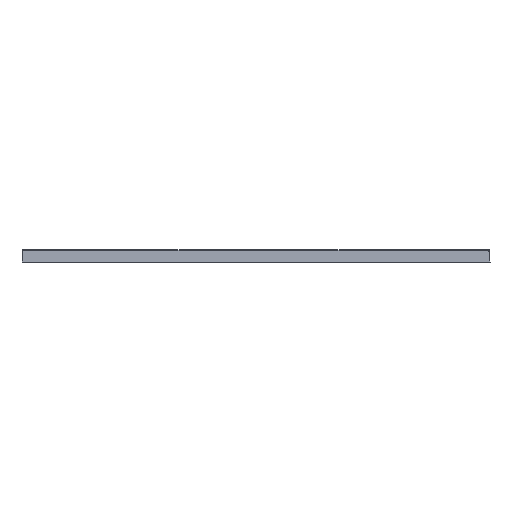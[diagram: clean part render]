
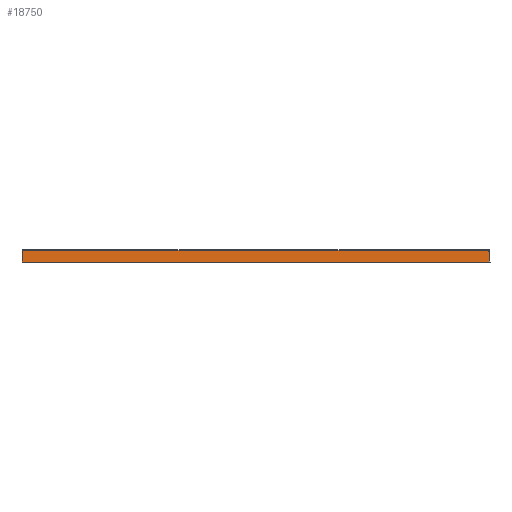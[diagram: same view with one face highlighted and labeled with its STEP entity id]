
A CAD part, top view. The second image highlights one B-rep face of the part: STEP entity #18750.
In plain terms, the highlighted planar face has unit normal (0, 0.035, 0.999).
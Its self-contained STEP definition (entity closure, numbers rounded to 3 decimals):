
#1=CARTESIAN_POINT('',(-700.,-2.001,436.173));
#2=CARTESIAN_POINT('',(-690.108,-2.007,436.173));
#3=CARTESIAN_POINT('',(-653.441,-2.028,436.174));
#4=CARTESIAN_POINT('',(-616.774,-2.039,436.174));
#5=CARTESIAN_POINT('',(-590.,-2.039,436.174));
#7=CARTESIAN_POINT('',(100.087,-1.955,436.171));
#8=CARTESIAN_POINT('',(108.317,-1.956,436.171));
#9=CARTESIAN_POINT('',(124.926,-1.959,436.172));
#10=CARTESIAN_POINT('',(150.434,-1.964,436.172));
#11=CARTESIAN_POINT('',(176.105,-1.969,436.172));
#12=CARTESIAN_POINT('',(203.756,-1.975,436.172));
#13=CARTESIAN_POINT('',(232.384,-1.981,436.172));
#14=CARTESIAN_POINT('',(262.14,-1.988,436.173));
#15=CARTESIAN_POINT('',(294.092,-1.995,436.173));
#16=CARTESIAN_POINT('',(325.152,-2.002,436.173));
#17=CARTESIAN_POINT('',(353.112,-2.008,436.173));
#18=CARTESIAN_POINT('',(377.698,-2.013,436.173));
#19=CARTESIAN_POINT('',(400.532,-2.018,436.174));
#20=CARTESIAN_POINT('',(422.34,-2.022,436.174));
#21=CARTESIAN_POINT('',(443.637,-2.025,436.174));
#22=CARTESIAN_POINT('',(464.005,-2.029,436.174));
#23=CARTESIAN_POINT('',(482.902,-2.031,436.174));
#24=CARTESIAN_POINT('',(501.623,-2.033,436.174));
#25=CARTESIAN_POINT('',(518.395,-2.035,436.174));
#26=CARTESIAN_POINT('',(535.866,-2.037,436.174));
#27=CARTESIAN_POINT('',(552.97,-2.038,436.174));
#28=CARTESIAN_POINT('',(570.528,-2.038,436.174));
#29=CARTESIAN_POINT('',(583.367,-2.039,436.174));
#30=CARTESIAN_POINT('',(590.,-2.039,436.174));
#32=CARTESIAN_POINT('',(590.,-2.039,436.174));
#33=CARTESIAN_POINT('',(612.116,-2.039,436.174));
#34=CARTESIAN_POINT('',(655.961,-2.028,436.174));
#35=CARTESIAN_POINT('',(723.081,-1.988,436.173));
#36=CARTESIAN_POINT('',(769.856,-1.952,436.171));
#37=CARTESIAN_POINT('',(794.901,-1.933,436.171));
#38=CARTESIAN_POINT('',(796.672,-1.932,436.171));
#40=DIRECTION('',(0.035,-0.999,0.035));
#41=VECTOR('',#40,38.115);
#42=CARTESIAN_POINT('',(796.672,-1.932,436.171));
#43=LINE('',#42,#41);
#44=DIRECTION('',(0.,-0.999,0.035));
#45=VECTOR('',#44,38.022);
#46=CARTESIAN_POINT('',(-700.,-2.001,436.173));
#47=LINE('',#46,#45);
#127=DIRECTION('',(1.,0.,0.));
#128=VECTOR('',#127,1498.001);
#129=CARTESIAN_POINT('',(-700.,-40.,437.5));
#130=LINE('',#129,#128);
#506=DIRECTION('',(-1.,0.,0.));
#507=VECTOR('',#506,100.087);
#508=CARTESIAN_POINT('',(100.087,-1.955,436.171));
#509=LINE('',#508,#507);
#515=DIRECTION('',(-1.,0.,0.));
#516=VECTOR('',#515,100.087);
#517=CARTESIAN_POINT('',(0.,-1.955,
436.171));
#518=LINE('',#517,#516);
#549=CARTESIAN_POINT('',(-100.087,-1.955,436.171));
#550=CARTESIAN_POINT('',(-155.134,-1.964,436.172));
#551=CARTESIAN_POINT('',(-264.821,-1.983,436.172));
#552=CARTESIAN_POINT('',(-428.125,-2.011,436.173));
#553=CARTESIAN_POINT('',(-536.178,-2.03,436.174));
#554=CARTESIAN_POINT('',(-590.,-2.039,436.174));
#17096=CARTESIAN_POINT('',(-700.,-2.001,436.173));
#17097=CARTESIAN_POINT('',(-700.,-40.,437.5));
#17098=VERTEX_POINT('',#17096);
#17099=VERTEX_POINT('',#17097);
#17100=VERTEX_POINT('',#5);
#17101=VERTEX_POINT('',#549);
#17102=CARTESIAN_POINT('',(0.,-1.955,
436.171));
#17103=VERTEX_POINT('',#17102);
#17104=CARTESIAN_POINT('',(100.087,-1.955,
436.171));
#17105=VERTEX_POINT('',#17104);
#17106=VERTEX_POINT('',#30);
#17107=VERTEX_POINT('',#38);
#17108=CARTESIAN_POINT('',(798.001,-40.,
437.5));
#17109=VERTEX_POINT('',#17108);
#18725=CARTESIAN_POINT('',(49.001,-20.966,
436.835));
#18726=DIRECTION('',(0.,0.035,0.999));
#18727=DIRECTION('',(0.,0.999,-0.035));
#18728=AXIS2_PLACEMENT_3D('',#18725,#18726,#18727);
#18729=PLANE('',#18728);
#18731=ORIENTED_EDGE('',*,*,#18730,.F.);
#18733=ORIENTED_EDGE('',*,*,#18732,.T.);
#18735=ORIENTED_EDGE('',*,*,#18734,.F.);
#18737=ORIENTED_EDGE('',*,*,#18736,.F.);
#18739=ORIENTED_EDGE('',*,*,#18738,.F.);
#18741=ORIENTED_EDGE('',*,*,#18740,.T.);
#18743=ORIENTED_EDGE('',*,*,#18742,.T.);
#18745=ORIENTED_EDGE('',*,*,#18744,.T.);
#18747=ORIENTED_EDGE('',*,*,#18746,.F.);
#18748=EDGE_LOOP('',(#18731,#18733,#18735,#18737,#18739,#18741,#18743,#18745,
#18747));
#18749=FACE_OUTER_BOUND('',#18748,.F.);
#18750=ADVANCED_FACE('',(#18749),#18729,.T.);
#6=B_SPLINE_CURVE_WITH_KNOTS('',3,(#1,#2,#3,#4,#5),.UNSPECIFIED.,.F.,.F.,(4,1,
4),(0.,0.27,1.),.UNSPECIFIED.);
#31=B_SPLINE_CURVE_WITH_KNOTS('',3,(#7,#8,#9,#10,#11,#12,#13,#14,#15,#16,#17,
#18,#19,#20,#21,#22,#23,#24,#25,#26,#27,#28,#29,#30),.UNSPECIFIED.,.F.,.F.,(4,1,
1,1,1,1,1,1,1,1,1,1,1,1,1,1,1,1,1,1,1,4),(0.,0.048,
0.095,0.143,0.19,0.238,
0.286,0.333,0.381,0.429,
0.476,0.524,0.571,0.619,
0.667,0.714,0.762,0.81,
0.857,0.905,0.952,1.),.UNSPECIFIED.);
#39=B_SPLINE_CURVE_WITH_KNOTS('',3,(#32,#33,#34,#35,#36,#37,#38),.UNSPECIFIED.,
.F.,.F.,(4,1,1,1,4),(0.,0.321,0.636,0.974,
1.),.UNSPECIFIED.);
#555=B_SPLINE_CURVE_WITH_KNOTS('',3,(#549,#550,#551,#552,#553,#554),
.UNSPECIFIED.,.F.,.F.,(4,1,1,4),(0.,0.333,0.667,1.),
.UNSPECIFIED.);
#18730=EDGE_CURVE('',#17098,#17099,#47,.T.);
#18732=EDGE_CURVE('',#17098,#17100,#6,.T.);
#18734=EDGE_CURVE('',#17101,#17100,#555,.T.);
#18736=EDGE_CURVE('',#17103,#17101,#518,.T.);
#18738=EDGE_CURVE('',#17105,#17103,#509,.T.);
#18740=EDGE_CURVE('',#17105,#17106,#31,.T.);
#18742=EDGE_CURVE('',#17106,#17107,#39,.T.);
#18744=EDGE_CURVE('',#17107,#17109,#43,.T.);
#18746=EDGE_CURVE('',#17099,#17109,#130,.T.);
